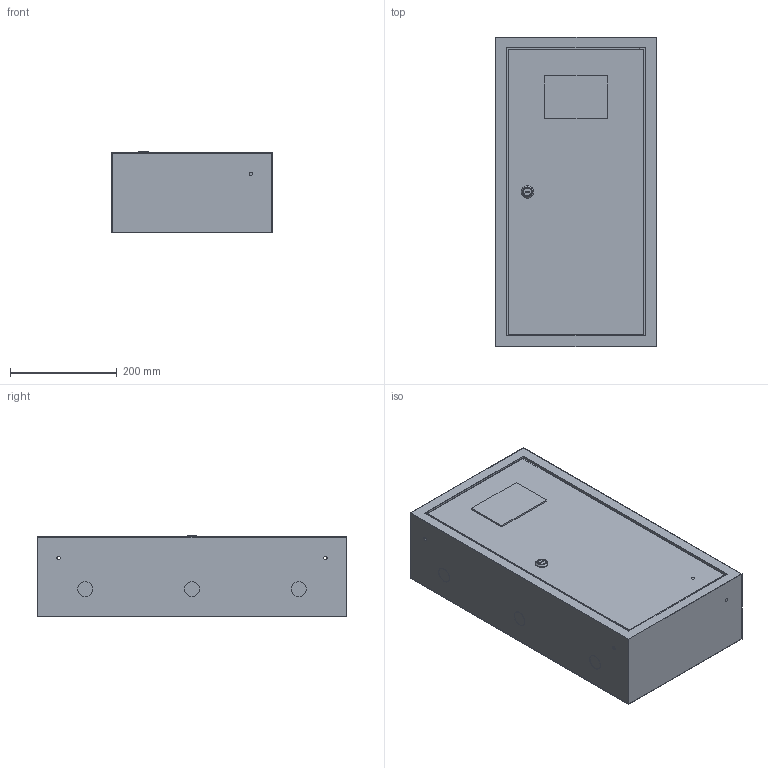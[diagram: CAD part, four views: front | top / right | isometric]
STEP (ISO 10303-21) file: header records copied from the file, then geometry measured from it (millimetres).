
FILE_DESCRIPTION (( 'STEP AP214' ), '1' );
FILE_NAME ('IND-YAUR-3-12-L_ßùèê ó÷åòíî-ðàñïðåäåëèòåëüíûé ßÓÐ-3_12 LIGHT IEK.STEP', '2021-03-31T13:18:00', ( '' ), ( '' ), 'SwSTEP 2.0', 'SolidWorks 2017', '' );
FILE_SCHEMA (( 'AUTOMOTIVE_DESIGN' ));
Length unit declared in the file: millimetre
Products named in the file (8): Ïàíåëü ìîíòàæíàÿ; IND-YAUR-3-12-L_ßùèê ó÷åòíî-ðàñïðåäåëèòåëüíûé ßÓÐ-3_12 LIGHT IEK; Îáîëî÷êà ßÓÐ; Ãàéêà_ôëàíöåâàÿ_M6; Âèíò_ðåçüáîâûäàâëèâàþùèé_Œ4å9; IEK 702.005_DIN-謥濋趌200; Ôàëüøïàíåëü; ﾄ粢
Assembly tree (15 placements, depth 2):
  IND-YAUR-3-12-L_ßùèê ó÷åòíî-ðàñïðåäåëèòåëüíûé ßÓÐ-3_12 LIGHT IEK
    Îáîëî÷êà ßÓÐ
    Ïàíåëü ìîíòàæíàÿ
    IEK 702.005_DIN-謥濋趌200
    Ôàëüøïàíåëü
    Ãàéêà_ôëàíöåâàÿ_M6  x4
    Âèíò_ðåçüáîâûäàâëèâàþùèé_Œ4å9  x6
    ﾄ粢
Bounding box: 300 x 580 x 152.8 mm (x, y, z)
Volume: 681737.6 mm3; surface area: 1545452.9 mm2
Topology: 17 solids, 17 shells, 664 faces, 1762 edges, 1166 vertices
Faces by surface type: plane 378, cylinder 236, bspline 16, torus 12, sphere 12, cone 10
Entity records: 15739 total; most frequent: CARTESIAN_POINT 3166, DIRECTION 2538, ORIENTED_EDGE 2480, EDGE_CURVE 1240, AXIS2_PLACEMENT_3D 862, VECTOR 814, LINE 814, VERTEX_POINT 810
